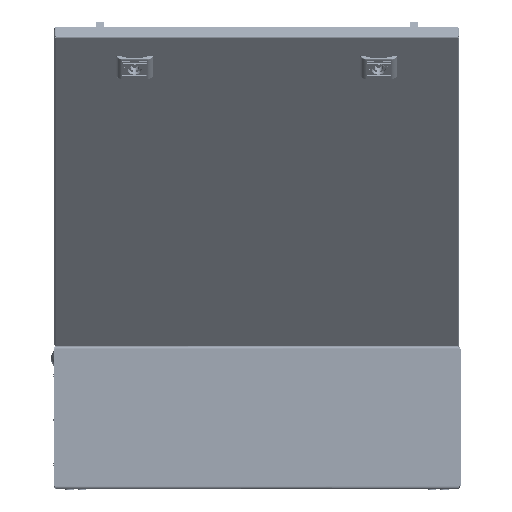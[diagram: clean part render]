
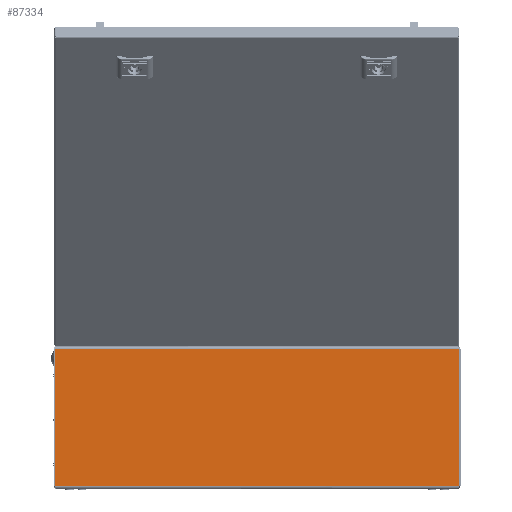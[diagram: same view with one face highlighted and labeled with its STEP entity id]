
A CAD part, front view. The second image highlights one B-rep face of the part: STEP entity #87334.
In plain terms, the highlighted planar face has unit normal (0, -1, 0).
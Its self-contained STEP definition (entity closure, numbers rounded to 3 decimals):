
#12411 = EDGE_LOOP ( 'NONE', ( #118050, #118052, #118054, #118056 ) ) ;
#87334 = ADVANCED_FACE ( 'NONE', ( #113388 ), #113391, .F. ) ;
#93437 = AXIS2_PLACEMENT_3D ( 'NONE', #113377, #113400, #113403 ) ;
#111159 = VERTEX_POINT ( 'NONE', #143952 ) ;
#111171 = VERTEX_POINT ( 'NONE', #143960 ) ;
#111198 = VERTEX_POINT ( 'NONE', #143982 ) ;
#111514 = VERTEX_POINT ( 'NONE', #144499 ) ;
#113377 = CARTESIAN_POINT ( 'NONE',  ( -248.5, -250., 172. ) ) ;
#113388 = FACE_OUTER_BOUND ( 'NONE', #12411, .T. ) ;
#113391 = PLANE ( 'NONE',  #93437 ) ;
#113400 = DIRECTION ( 'NONE',  ( 0., 1., 0. ) ) ;
#113403 = DIRECTION ( 'NONE',  ( 0., 0., 1. ) ) ;
#118050 = ORIENTED_EDGE ( 'NONE', *, *, #118540, .T. ) ;
#118052 = ORIENTED_EDGE ( 'NONE', *, *, #118541, .F. ) ;
#118054 = ORIENTED_EDGE ( 'NONE', *, *, #118538, .F. ) ;
#118056 = ORIENTED_EDGE ( 'NONE', *, *, #118542, .T. ) ;
#118538 = EDGE_CURVE ( 'NONE', #111514, #111159, #147880, .T. ) ;
#118540 = EDGE_CURVE ( 'NONE', #111171, #111198, #147886, .T. ) ;
#118541 = EDGE_CURVE ( 'NONE', #111159, #111198, #147870, .T. ) ;
#118542 = EDGE_CURVE ( 'NONE', #111514, #111171, #147892, .T. ) ;
#143952 = CARTESIAN_POINT ( 'NONE',  ( -248.4, -250., 1.5 ) ) ;
#143960 = CARTESIAN_POINT ( 'NONE',  ( 248.4, -250., 170.5 ) ) ;
#143982 = CARTESIAN_POINT ( 'NONE',  ( -248.4, -250., 170.5 ) ) ;
#144499 = CARTESIAN_POINT ( 'NONE',  ( 248.4, -250., 1.5 ) ) ;
#147268 = VECTOR ( 'NONE', #147882, 1000. ) ;
#147269 = VECTOR ( 'NONE', #147891, 1000. ) ;
#147271 = VECTOR ( 'NONE', #147889, 1000. ) ;
#147273 = VECTOR ( 'NONE', #147894, 1000. ) ;
#147870 = LINE ( 'NONE', #147890, #147269 ) ;
#147880 = LINE ( 'NONE', #147881, #147268 ) ;
#147881 = CARTESIAN_POINT ( 'NONE',  ( -248.5, -250., 1.5 ) ) ;
#147882 = DIRECTION ( 'NONE',  ( -1., 0., 0. ) ) ;
#147886 = LINE ( 'NONE', #147888, #147271 ) ;
#147888 = CARTESIAN_POINT ( 'NONE',  ( 247.793, -250., 170.5 ) ) ;
#147889 = DIRECTION ( 'NONE',  ( -1., 0., 0. ) ) ;
#147890 = CARTESIAN_POINT ( 'NONE',  ( -248.4, -250., 1.5 ) ) ;
#147891 = DIRECTION ( 'NONE',  ( 0., 0., 1. ) ) ;
#147892 = LINE ( 'NONE', #147893, #147273 ) ;
#147893 = CARTESIAN_POINT ( 'NONE',  ( 248.4, -250., 1.5 ) ) ;
#147894 = DIRECTION ( 'NONE',  ( 0., 0., 1. ) ) ;
